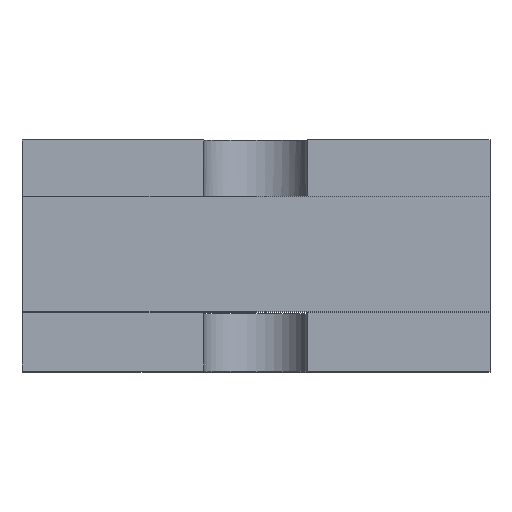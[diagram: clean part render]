
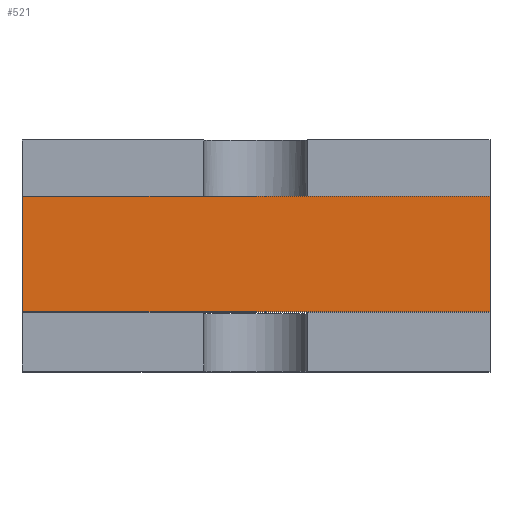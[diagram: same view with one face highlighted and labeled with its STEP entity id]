
A CAD part, top view. The second image highlights one B-rep face of the part: STEP entity #521.
In plain terms, the highlighted planar face has unit normal (0, 0, 1).
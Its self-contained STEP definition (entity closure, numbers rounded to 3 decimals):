
#466=CARTESIAN_POINT('',(-2.025,0.5,11.2));
#467=VERTEX_POINT('',#466);
#474=CARTESIAN_POINT('',(2.025,0.5,11.2));
#475=VERTEX_POINT('',#474);
#476=CARTESIAN_POINT('',(-2.025,0.5,11.2));
#477=DIRECTION('',(1.,0.,0.));
#478=VECTOR('',#477,4.05);
#479=LINE('',#476,#478);
#480=EDGE_CURVE('',#467,#475,#479,.T.);
#491=CARTESIAN_POINT('',(-2.28,0.,11.2));
#492=DIRECTION('',(0.,-1.,0.));
#493=DIRECTION('',(-0.,0.,1.));
#494=AXIS2_PLACEMENT_3D('',#491,#493,#492);
#495=PLANE('',#494);
#496=ORIENTED_EDGE('',*,*,#480,.F.);
#497=CARTESIAN_POINT('',(-2.025,-0.5,11.2));
#498=VERTEX_POINT('',#497);
#499=CARTESIAN_POINT('',(-2.025,0.5,11.2));
#500=DIRECTION('',(0.,-1.,0.));
#501=VECTOR('',#500,1.);
#502=LINE('',#499,#501);
#503=EDGE_CURVE('',#467,#498,#502,.T.);
#504=ORIENTED_EDGE('',*,*,#503,.T.);
#505=CARTESIAN_POINT('',(2.025,-0.5,11.2));
#506=VERTEX_POINT('',#505);
#507=CARTESIAN_POINT('',(-2.025,-0.5,11.2));
#508=DIRECTION('',(1.,0.,0.));
#509=VECTOR('',#508,4.05);
#510=LINE('',#507,#509);
#511=EDGE_CURVE('',#498,#506,#510,.T.);
#512=ORIENTED_EDGE('',*,*,#511,.T.);
#513=CARTESIAN_POINT('',(2.025,-0.5,11.2));
#514=DIRECTION('',(0.,1.,0.));
#515=VECTOR('',#514,1.);
#516=LINE('',#513,#515);
#517=EDGE_CURVE('',#506,#475,#516,.T.);
#518=ORIENTED_EDGE('',*,*,#517,.T.);
#519=EDGE_LOOP('',(#496,#504,#512,#518));
#520=FACE_OUTER_BOUND('',#519,.T.);
#521=ADVANCED_FACE('',(#520),#495,.T.);
